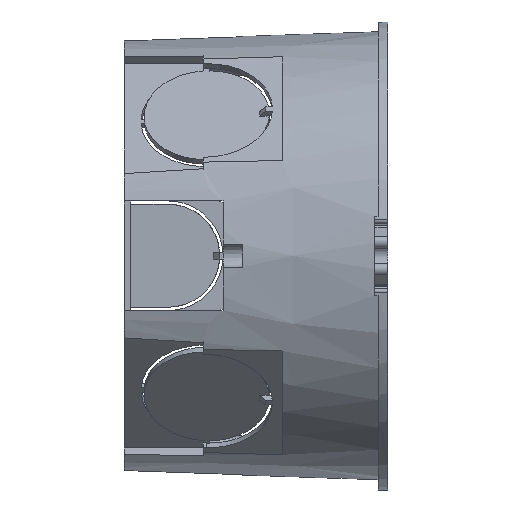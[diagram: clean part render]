
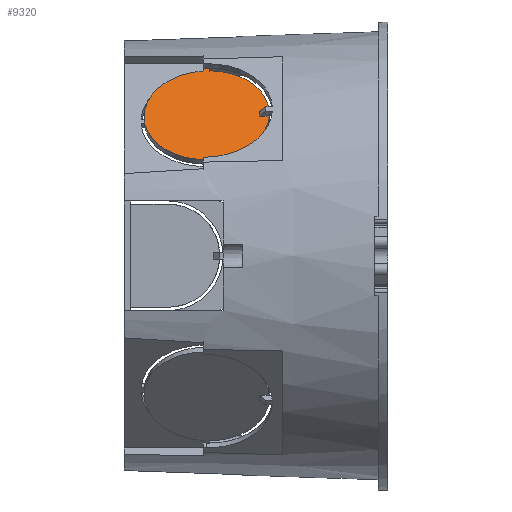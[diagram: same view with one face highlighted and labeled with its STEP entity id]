
A CAD part, left-side view. The second image highlights one B-rep face of the part: STEP entity #9320.
In plain terms, the highlighted planar face has unit normal (-0.707, 0.035, 0.707).
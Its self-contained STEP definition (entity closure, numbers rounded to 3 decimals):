
#45 = CIRCLE ( 'NONE', #7298, 9.5 ) ;
#117 = VERTEX_POINT ( 'NONE', #3167 ) ;
#205 = DIRECTION ( 'NONE',  ( 0.707, -0.035, -0.707 ) ) ;
#206 = LINE ( 'NONE', #3521, #9673 ) ;
#482 = ORIENTED_EDGE ( 'NONE', *, *, #2640, .F. ) ;
#661 = EDGE_LOOP ( 'NONE', ( #1498, #3227, #6505, #15456, #17947, #17665, #482, #16827, #19850, #998, #13514, #4838, #10206, #12459 ) ) ;
#858 = DIRECTION ( 'NONE',  ( 0.707, -0.035, -0.707 ) ) ;
#998 = ORIENTED_EDGE ( 'NONE', *, *, #8827, .T. ) ;
#1029 = VERTEX_POINT ( 'NONE', #4289 ) ;
#1042 = EDGE_CURVE ( 'NONE', #10148, #5012, #10452, .T. ) ;
#1382 = VERTEX_POINT ( 'NONE', #12676 ) ;
#1498 = ORIENTED_EDGE ( 'NONE', *, *, #24301, .T. ) ;
#1509 = LINE ( 'NONE', #22720, #21052 ) ;
#1857 = EDGE_CURVE ( 'NONE', #16268, #14832, #13121, .T. ) ;
#2125 = CARTESIAN_POINT ( 'NONE',  ( -21.311, 27.465, 21.311 ) ) ;
#2209 = DIRECTION ( 'NONE',  ( 0.707, -0.035, -0.707 ) ) ;
#2319 = EDGE_CURVE ( 'NONE', #9581, #8910, #18734, .T. ) ;
#2640 = EDGE_CURVE ( 'NONE', #1382, #12038, #1509, .T. ) ;
#3160 = CARTESIAN_POINT ( 'NONE',  ( -28.005, 28., 14.591 ) ) ;
#3167 = CARTESIAN_POINT ( 'NONE',  ( -21.155, 19.465, 21.862 ) ) ;
#3172 = VECTOR ( 'NONE', #20823, 1000. ) ;
#3227 = ORIENTED_EDGE ( 'NONE', *, *, #21873, .T. ) ;
#3521 = CARTESIAN_POINT ( 'NONE',  ( -21.155, 19.465, 21.862 ) ) ;
#3765 = LINE ( 'NONE', #11383, #3172 ) ;
#4034 = DIRECTION ( 'NONE',  ( 0.707, 0., 0.707 ) ) ;
#4289 = CARTESIAN_POINT ( 'NONE',  ( -28.032, 27., 14.613 ) ) ;
#4387 = CARTESIAN_POINT ( 'NONE',  ( -14.613, 27., 28.032 ) ) ;
#4617 = EDGE_CURVE ( 'NONE', #16268, #23521, #9470, .T. ) ;
#4828 = VECTOR ( 'NONE', #6355, 1000. ) ;
#4838 = ORIENTED_EDGE ( 'NONE', *, *, #20553, .F. ) ;
#4966 = AXIS2_PLACEMENT_3D ( 'NONE', #11544, #205, #13453 ) ;
#5012 = VERTEX_POINT ( 'NONE', #4387 ) ;
#5027 = VERTEX_POINT ( 'NONE', #6365 ) ;
#5189 = CARTESIAN_POINT ( 'NONE',  ( -21.241, 15.965, 21.949 ) ) ;
#5672 = DIRECTION ( 'NONE',  ( -0.707, 0.035, 0.707 ) ) ;
#6105 = AXIS2_PLACEMENT_3D ( 'NONE', #2125, #15371, #4034 ) ;
#6324 = EDGE_CURVE ( 'NONE', #117, #1382, #206, .T. ) ;
#6355 = DIRECTION ( 'NONE',  ( -0.707, 0., -0.707 ) ) ;
#6365 = CARTESIAN_POINT ( 'NONE',  ( -28.359, 28., 14.237 ) ) ;
#6505 = ORIENTED_EDGE ( 'NONE', *, *, #20741, .F. ) ;
#6523 = CARTESIAN_POINT ( 'NONE',  ( -21.192, 17.984, 21.899 ) ) ;
#6549 = DIRECTION ( 'NONE',  ( 0.707, -0.035, -0.707 ) ) ;
#7267 = CARTESIAN_POINT ( 'NONE',  ( -21.899, 17.984, 21.192 ) ) ;
#7298 = AXIS2_PLACEMENT_3D ( 'NONE', #21015, #9667, #22920 ) ;
#7435 = EDGE_CURVE ( 'NONE', #1029, #9581, #24319, .T. ) ;
#7476 = VECTOR ( 'NONE', #23181, 1000. ) ;
#7483 = DIRECTION ( 'NONE',  ( -0.025, -0.999, 0.025 ) ) ;
#7693 = DIRECTION ( 'NONE',  ( -0.707, 0.035, 0.707 ) ) ;
#8417 = CIRCLE ( 'NONE', #17606, 9.5 ) ;
#8827 = EDGE_CURVE ( 'NONE', #19758, #5012, #17748, .T. ) ;
#8910 = VERTEX_POINT ( 'NONE', #9888 ) ;
#8982 = DIRECTION ( 'NONE',  ( 0.025, 0.999, -0.025 ) ) ;
#9195 = EDGE_CURVE ( 'NONE', #19758, #117, #11780, .T. ) ;
#9320 = ADVANCED_FACE ( 'NONE', ( #19500 ), #17031, .T. ) ;
#9453 = CARTESIAN_POINT ( 'NONE',  ( -13.52, 28., 29.076 ) ) ;
#9470 = CIRCLE ( 'NONE', #21408, 10. ) ;
#9581 = VERTEX_POINT ( 'NONE', #24266 ) ;
#9667 = DIRECTION ( 'NONE',  ( -0.707, 0.035, 0.707 ) ) ;
#9673 = VECTOR ( 'NONE', #18684, 1000. ) ;
#9888 = CARTESIAN_POINT ( 'NONE',  ( -28.382, 27.465, 14.24 ) ) ;
#10014 = CIRCLE ( 'NONE', #22745, 10. ) ;
#10148 = VERTEX_POINT ( 'NONE', #15112 ) ;
#10206 = ORIENTED_EDGE ( 'NONE', *, *, #4617, .F. ) ;
#10452 = LINE ( 'NONE', #17729, #4828 ) ;
#11383 = CARTESIAN_POINT ( 'NONE',  ( -13.52, 28., 29.076 ) ) ;
#11544 = CARTESIAN_POINT ( 'NONE',  ( -21.311, 27.465, 21.311 ) ) ;
#11780 = LINE ( 'NONE', #5189, #21255 ) ;
#12038 = VERTEX_POINT ( 'NONE', #7267 ) ;
#12199 = CARTESIAN_POINT ( 'NONE',  ( -21.311, 27.465, 21.311 ) ) ;
#12459 = ORIENTED_EDGE ( 'NONE', *, *, #1857, .T. ) ;
#12612 = CARTESIAN_POINT ( 'NONE',  ( -14.237, 28., 28.359 ) ) ;
#12676 = CARTESIAN_POINT ( 'NONE',  ( -21.862, 19.465, 21.155 ) ) ;
#12914 = VERTEX_POINT ( 'NONE', #3160 ) ;
#13121 = LINE ( 'NONE', #9453, #7476 ) ;
#13453 = DIRECTION ( 'NONE',  ( 0.707, 0., 0.707 ) ) ;
#13514 = ORIENTED_EDGE ( 'NONE', *, *, #1042, .F. ) ;
#13562 = CARTESIAN_POINT ( 'NONE',  ( -21.311, 27.465, 21.311 ) ) ;
#13607 = CIRCLE ( 'NONE', #4966, 10. ) ;
#13875 = CARTESIAN_POINT ( 'NONE',  ( -14.24, 27.465, 28.382 ) ) ;
#14117 = DIRECTION ( 'NONE',  ( 0.707, 0., 0.707 ) ) ;
#14832 = VERTEX_POINT ( 'NONE', #20234 ) ;
#14865 = CARTESIAN_POINT ( 'NONE',  ( -13.544, 27., 29.101 ) ) ;
#15112 = CARTESIAN_POINT ( 'NONE',  ( -14.259, 27., 28.386 ) ) ;
#15311 = AXIS2_PLACEMENT_3D ( 'NONE', #22652, #5672, #18945 ) ;
#15371 = DIRECTION ( 'NONE',  ( -0.707, 0.035, 0.707 ) ) ;
#15448 = DIRECTION ( 'NONE',  ( 0.707, 0., 0.707 ) ) ;
#15456 = ORIENTED_EDGE ( 'NONE', *, *, #2319, .F. ) ;
#15974 = AXIS2_PLACEMENT_3D ( 'NONE', #13562, #2209, #15448 ) ;
#16268 = VERTEX_POINT ( 'NONE', #12612 ) ;
#16827 = ORIENTED_EDGE ( 'NONE', *, *, #6324, .F. ) ;
#17031 = PLANE ( 'NONE',  #15311 ) ;
#17606 = AXIS2_PLACEMENT_3D ( 'NONE', #19064, #7693, #20952 ) ;
#17628 = EDGE_CURVE ( 'NONE', #1029, #12038, #45, .T. ) ;
#17665 = ORIENTED_EDGE ( 'NONE', *, *, #17628, .T. ) ;
#17729 = CARTESIAN_POINT ( 'NONE',  ( -13.544, 27., 29.101 ) ) ;
#17748 = CIRCLE ( 'NONE', #6105, 9.5 ) ;
#17918 = CARTESIAN_POINT ( 'NONE',  ( -21.311, 27.465, 21.311 ) ) ;
#17947 = ORIENTED_EDGE ( 'NONE', *, *, #7435, .F. ) ;
#18684 = DIRECTION ( 'NONE',  ( -0.707, 0., -0.707 ) ) ;
#18734 = CIRCLE ( 'NONE', #15974, 10. ) ;
#18945 = DIRECTION ( 'NONE',  ( 0.707, 0., 0.707 ) ) ;
#19064 = CARTESIAN_POINT ( 'NONE',  ( -21.311, 27.465, 21.311 ) ) ;
#19500 = FACE_OUTER_BOUND ( 'NONE', #661, .T. ) ;
#19758 = VERTEX_POINT ( 'NONE', #6523 ) ;
#19826 = DIRECTION ( 'NONE',  ( 0.707, 0., 0.707 ) ) ;
#19850 = ORIENTED_EDGE ( 'NONE', *, *, #9195, .F. ) ;
#20234 = CARTESIAN_POINT ( 'NONE',  ( -14.591, 28., 28.005 ) ) ;
#20553 = EDGE_CURVE ( 'NONE', #23521, #10148, #13607, .T. ) ;
#20741 = EDGE_CURVE ( 'NONE', #8910, #5027, #10014, .T. ) ;
#20823 = DIRECTION ( 'NONE',  ( -0.707, 0., -0.707 ) ) ;
#20952 = DIRECTION ( 'NONE',  ( 0.707, 0., 0.707 ) ) ;
#21015 = CARTESIAN_POINT ( 'NONE',  ( -21.311, 27.465, 21.311 ) ) ;
#21052 = VECTOR ( 'NONE', #7483, 1000. ) ;
#21255 = VECTOR ( 'NONE', #8982, 1000. ) ;
#21408 = AXIS2_PLACEMENT_3D ( 'NONE', #17918, #6549, #19826 ) ;
#21873 = EDGE_CURVE ( 'NONE', #12914, #5027, #3765, .T. ) ;
#21940 = VECTOR ( 'NONE', #24388, 1000. ) ;
#22652 = CARTESIAN_POINT ( 'NONE',  ( -21.311, 27.465, 21.311 ) ) ;
#22720 = CARTESIAN_POINT ( 'NONE',  ( -21.862, 19.465, 21.155 ) ) ;
#22745 = AXIS2_PLACEMENT_3D ( 'NONE', #12199, #858, #14117 ) ;
#22920 = DIRECTION ( 'NONE',  ( 0.707, 0., 0.707 ) ) ;
#23181 = DIRECTION ( 'NONE',  ( -0.707, 0., -0.707 ) ) ;
#23521 = VERTEX_POINT ( 'NONE', #13875 ) ;
#24266 = CARTESIAN_POINT ( 'NONE',  ( -28.386, 27., 14.259 ) ) ;
#24301 = EDGE_CURVE ( 'NONE', #14832, #12914, #8417, .T. ) ;
#24319 = LINE ( 'NONE', #14865, #21940 ) ;
#24388 = DIRECTION ( 'NONE',  ( -0.707, 0., -0.707 ) ) ;
